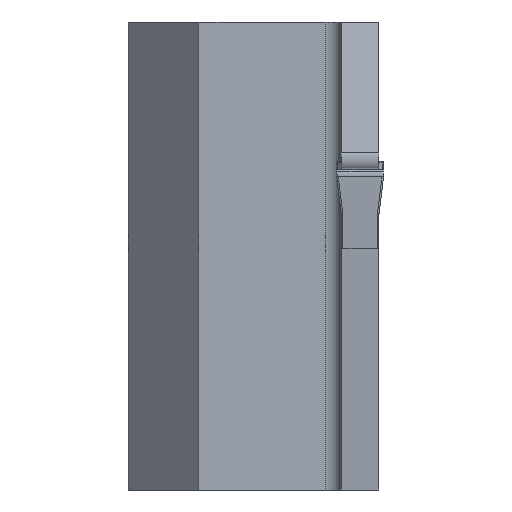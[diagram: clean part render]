
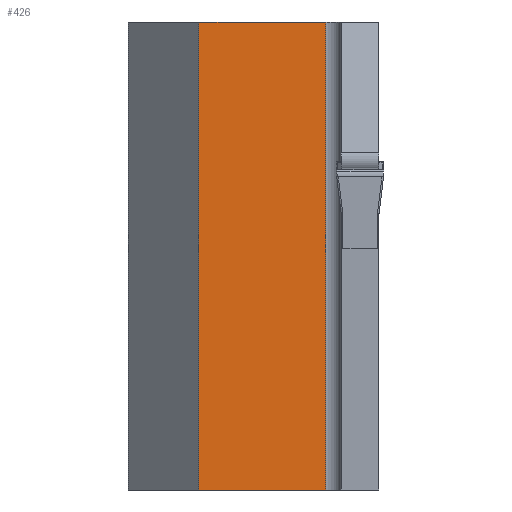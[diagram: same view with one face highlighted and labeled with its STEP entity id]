
A CAD part, left-side view. The second image highlights one B-rep face of the part: STEP entity #426.
In plain terms, the highlighted planar face has unit normal (-1, 0, 0).
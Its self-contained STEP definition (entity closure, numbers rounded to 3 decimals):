
#426=ADVANCED_FACE('',(#511),#475,.T.);
#475=PLANE('',#1335);
#511=FACE_OUTER_BOUND('',#560,.T.);
#560=EDGE_LOOP('',(#660,#661,#662,#663));
#660=ORIENTED_EDGE('',*,*,#984,.F.);
#661=ORIENTED_EDGE('',*,*,#1014,.T.);
#662=ORIENTED_EDGE('',*,*,#974,.T.);
#663=ORIENTED_EDGE('',*,*,#1015,.T.);
#884=VERTEX_POINT('',#1669);
#885=VERTEX_POINT('',#1671);
#894=VERTEX_POINT('',#1690);
#895=VERTEX_POINT('',#1692);
#974=EDGE_CURVE('',#885,#884,#1108,.T.);
#984=EDGE_CURVE('',#894,#895,#1118,.T.);
#1014=EDGE_CURVE('',#894,#885,#1143,.T.);
#1015=EDGE_CURVE('',#884,#895,#1144,.T.);
#1108=LINE('',#1670,#1217);
#1118=LINE('',#1691,#1227);
#1143=LINE('',#1748,#1252);
#1144=LINE('',#1749,#1253);
#1217=VECTOR('',#1406,1.);
#1227=VECTOR('',#1418,1.);
#1252=VECTOR('',#1461,1.);
#1253=VECTOR('',#1462,1.);
#1335=AXIS2_PLACEMENT_3D('',#1750,#1463,#1464);
#1406=DIRECTION('',(0.,-1.,0.));
#1418=DIRECTION('',(0.,-1.,0.));
#1461=DIRECTION('',(0.,0.,-1.));
#1462=DIRECTION('',(0.,0.,1.));
#1463=DIRECTION('',(-1.,0.,0.));
#1464=DIRECTION('',(0.,0.,1.));
#1669=CARTESIAN_POINT('',(20.5,3.4,-19.896));
#1670=CARTESIAN_POINT('',(20.5,16.,-19.896));
#1671=CARTESIAN_POINT('',(20.5,11.5,-19.896));
#1690=CARTESIAN_POINT('',(20.5,11.5,10.));
#1691=CARTESIAN_POINT('',(20.5,16.,10.));
#1692=CARTESIAN_POINT('',(20.5,3.4,10.));
#1748=CARTESIAN_POINT('',(20.5,11.5,-19.896));
#1749=CARTESIAN_POINT('',(20.5,3.4,-19.896));
#1750=CARTESIAN_POINT('',(20.5,16.,-19.896));
